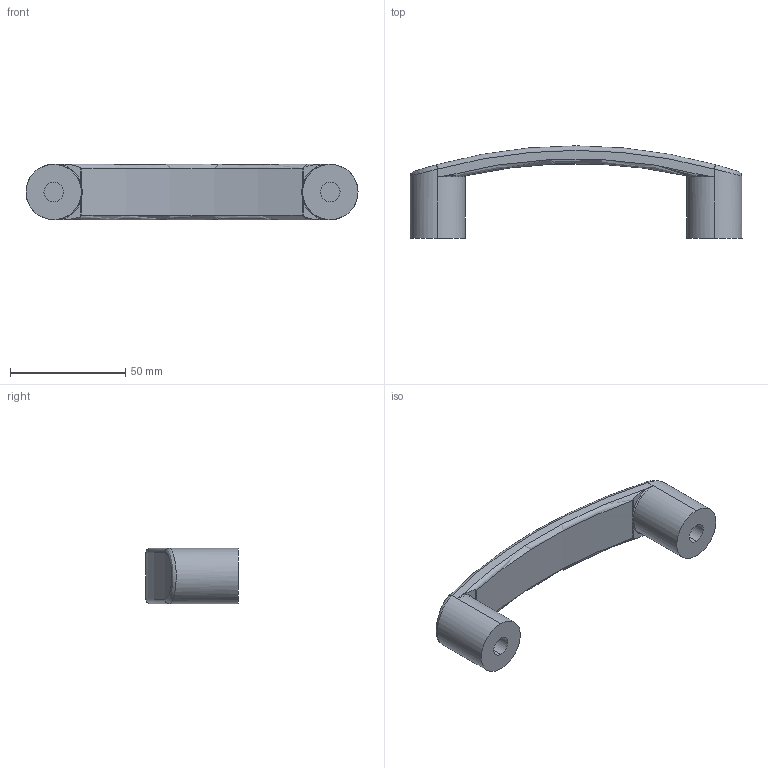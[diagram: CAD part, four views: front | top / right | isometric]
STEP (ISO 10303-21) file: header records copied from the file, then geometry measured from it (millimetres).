
FILE_DESCRIPTION (( 'STEP AP214' ), '1' );
FILE_NAME ('A812 Ðó÷êà äâåðíàÿ ïëàñòèêîâàÿ, 120 ìì.STEP', '2025-06-27T06:39:29', ( '' ), ( '' ), 'SwSTEP 2.0', 'SolidWorks 2025', '' );
FILE_SCHEMA (( 'AUTOMOTIVE_DESIGN' ));
Length unit declared in the file: millimetre
Products named in the file (1): A812 Ручка дверная пластиковая, 120 мм
Bounding box: 144 x 40 x 24 mm (x, y, z)
Volume: 44071.6 mm3; surface area: 13806.9 mm2
Topology: 1 solids, 1 shells, 48 faces, 112 edges, 68 vertices
Faces by surface type: bspline 16, cylinder 14, plane 10, torus 8
Entity records: 2047 total; most frequent: CARTESIAN_POINT 1033, ORIENTED_EDGE 224, DIRECTION 186, EDGE_CURVE 112, AXIS2_PLACEMENT_3D 81, VERTEX_POINT 68, EDGE_LOOP 50, ADVANCED_FACE 48
